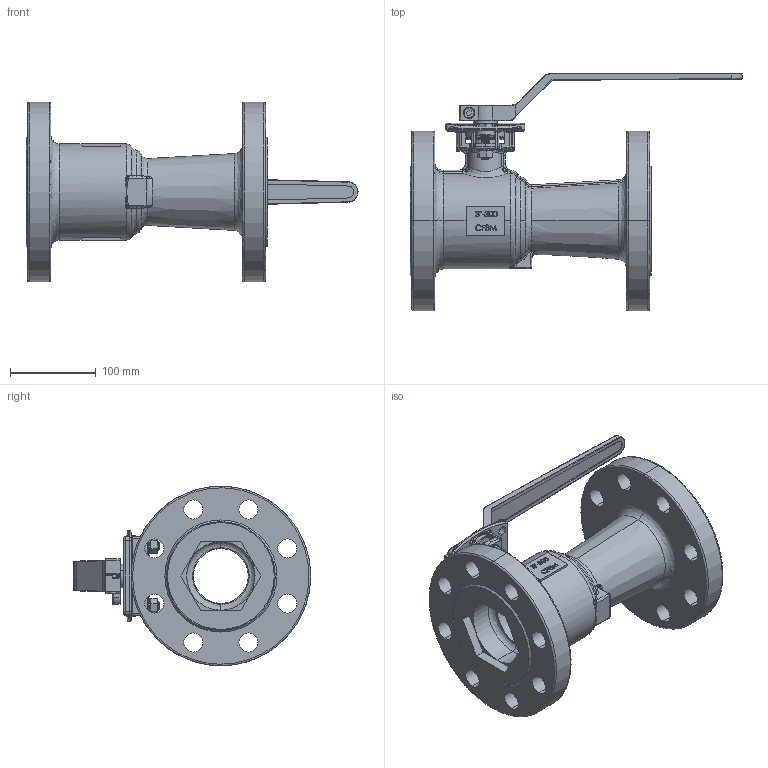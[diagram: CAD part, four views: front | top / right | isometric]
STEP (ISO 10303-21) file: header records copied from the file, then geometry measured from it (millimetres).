
FILE_DESCRIPTION (( 'STEP AP203' ), '1' );
FILE_NAME ('F9R-F3-0300_0.step', '2020-11-02T19:51:41', ( '' ), ( '' ), 'SwSTEP 2.0', 'SolidWorks 2019', '' );
FILE_SCHEMA (( 'CONFIG_CONTROL_DESIGN' ));
Length unit declared in the file: inch
Products named in the file (16): F9R-F3-0300 STOP PLATE; F9R-F3-0300 GLAND BOLT; F9R-F3-0300 HANDLE BOLT; F9R-F3-0300 GLAND NUT; F9R-F3-0300 GLAND FLANGE; F9R-F3-0300 HANDLE; F9R-F3-0300 GLAND; F9R-F3-0300_0; F9R-F3-0300 BODY; F9R-F3-0300 STEM; F9R-F3-0300 PACKING; F9R-F3-0300 RETAINER; F9R-F3-0300 BELLEVILLE WASHERS; F9R-F3-0300 SPACER; F9R-F3-0300 GLAND WASHER; F9R-F3-0300 HANDLE NUT
Assembly tree (18 placements, depth 2):
  F9R-F3-0300_0
    F9R-F3-0300 GLAND
    F9R-F3-0300 BELLEVILLE WASHERS
    F9R-F3-0300 HANDLE
    F9R-F3-0300 HANDLE BOLT
    F9R-F3-0300 HANDLE NUT
    F9R-F3-0300 STOP PLATE
    F9R-F3-0300 SPACER
    F9R-F3-0300 GLAND FLANGE
    F9R-F3-0300 PACKING
    F9R-F3-0300 GLAND NUT  x2
    F9R-F3-0300 GLAND BOLT  x2
    F9R-F3-0300 RETAINER
    F9R-F3-0300 STEM
    F9R-F3-0300 BODY
    F9R-F3-0300 GLAND WASHER  x2
Bounding box: 388 x 277.48 x 210 mm (x, y, z)
Volume: 2552855.8 mm3; surface area: 457500.7 mm2
Topology: 21 solids, 21 shells, 1730 faces, 4408 edges, 2685 vertices
Faces by surface type: bspline 629, cylinder 606, plane 401, cone 94
Entity records: 245092 total; most frequent: CARTESIAN_POINT 209457, ORIENTED_EDGE 8112, DIRECTION 5672, EDGE_CURVE 4056, VERTEX_POINT 2504, AXIS2_PLACEMENT_3D 2052, EDGE_LOOP 1746, FACE_OUTER_BOUND 1617
